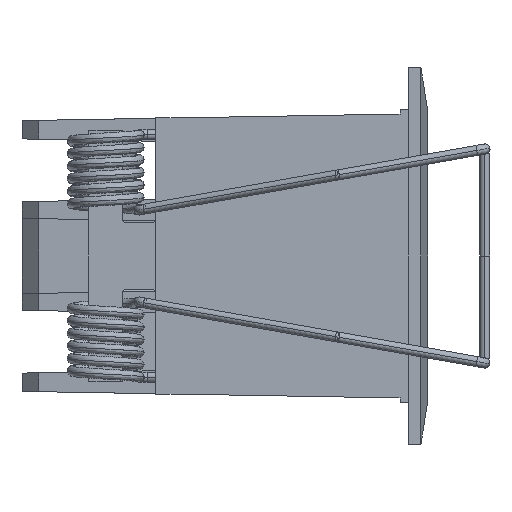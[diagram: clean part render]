
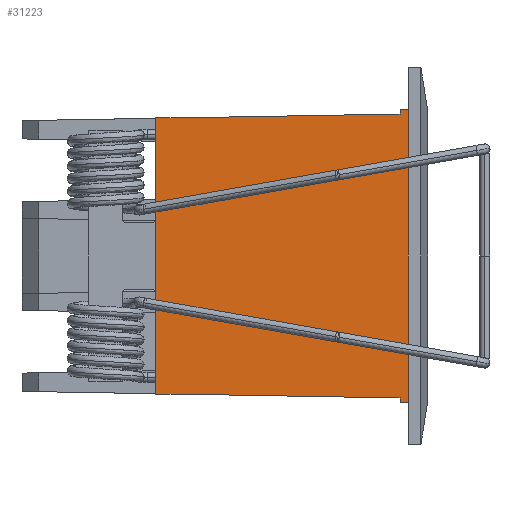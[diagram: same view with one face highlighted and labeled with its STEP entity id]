
A CAD part, left-side view. The second image highlights one B-rep face of the part: STEP entity #31223.
In plain terms, the highlighted planar face has unit normal (-1, 0, 0).
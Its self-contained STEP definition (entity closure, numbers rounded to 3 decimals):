
#26983=DIRECTION('',(0.,-1.,0.));
#26984=VECTOR('',#26983,1.);
#26985=CARTESIAN_POINT('',(-134.5,3.3,17.477));
#26986=LINE('',#26985,#26984);
#27457=DIRECTION('',(0.,0.,1.));
#27458=VECTOR('',#27457,34.955);
#27459=CARTESIAN_POINT('',(-134.5,2.3,-17.477));
#27460=LINE('',#27459,#27458);
#27464=DIRECTION('',(0.,-1.,0.));
#27465=VECTOR('',#27464,1.);
#27466=CARTESIAN_POINT('',(-134.5,3.3,-17.477));
#27467=LINE('',#27466,#27465);
#27471=DIRECTION('',(0.,0.,-1.));
#27472=VECTOR('',#27471,0.5);
#27473=CARTESIAN_POINT('',(-134.5,3.3,-16.977));
#27474=LINE('',#27473,#27472);
#27478=DIRECTION('',(0.,-1.,-0.017));
#27479=VECTOR('',#27478,25.204);
#27480=CARTESIAN_POINT('',(-134.5,28.5,-16.537));
#27481=LINE('',#27480,#27479);
#27485=DIRECTION('',(0.,-1.,0.));
#27486=VECTOR('',#27485,4.);
#27487=CARTESIAN_POINT('',(-134.5,32.5,-16.537));
#27488=LINE('',#27487,#27486);
#27492=DIRECTION('',(0.,1.,-0.017));
#27493=VECTOR('',#27492,25.204);
#27494=CARTESIAN_POINT('',(-134.5,3.3,16.977));
#27495=LINE('',#27494,#27493);
#27499=DIRECTION('',(0.,0.,-1.));
#27500=VECTOR('',#27499,0.5);
#27501=CARTESIAN_POINT('',(-134.5,3.3,17.477));
#27502=LINE('',#27501,#27500);
#28073=DIRECTION('',(0.,0.,1.));
#28074=VECTOR('',#28073,33.075);
#28075=CARTESIAN_POINT('',(-134.5,32.5,-16.537));
#28076=LINE('',#28075,#28074);
#29710=DIRECTION('',(0.,-1.,0.));
#29711=VECTOR('',#29710,4.);
#29712=CARTESIAN_POINT('',(-134.5,32.5,16.537));
#29713=LINE('',#29712,#29711);
#30376=CARTESIAN_POINT('',(-134.5,28.5,-16.537));
#30377=CARTESIAN_POINT('',(-134.5,3.3,-16.977));
#30378=VERTEX_POINT('',#30376);
#30379=VERTEX_POINT('',#30377);
#30390=CARTESIAN_POINT('',(-134.5,3.3,-17.477));
#30391=VERTEX_POINT('',#30390);
#30392=CARTESIAN_POINT('',(-134.5,3.3,17.477));
#30393=CARTESIAN_POINT('',(-134.5,3.3,16.977));
#30394=VERTEX_POINT('',#30392);
#30395=VERTEX_POINT('',#30393);
#30400=CARTESIAN_POINT('',(-134.5,2.3,17.477));
#30401=VERTEX_POINT('',#30400);
#30402=CARTESIAN_POINT('',(-134.5,28.5,16.537));
#30403=VERTEX_POINT('',#30402);
#30404=CARTESIAN_POINT('',(-134.5,32.5,16.537));
#30405=VERTEX_POINT('',#30404);
#30406=CARTESIAN_POINT('',(-134.5,32.5,-16.537));
#30407=VERTEX_POINT('',#30406);
#30408=CARTESIAN_POINT('',(-134.5,2.3,-17.477));
#30409=VERTEX_POINT('',#30408);
#31200=CARTESIAN_POINT('',(-134.5,2.,-17.));
#31201=DIRECTION('',(-1.,0.,0.));
#31202=DIRECTION('',(0.,0.,-1.));
#31203=AXIS2_PLACEMENT_3D('',#31200,#31201,#31202);
#31204=PLANE('',#31203);
#31205=ORIENTED_EDGE('',*,*,#30825,.T.);
#31206=ORIENTED_EDGE('',*,*,#30812,.F.);
#31208=ORIENTED_EDGE('',*,*,#31207,.F.);
#31210=ORIENTED_EDGE('',*,*,#31209,.F.);
#31212=ORIENTED_EDGE('',*,*,#31211,.F.);
#31214=ORIENTED_EDGE('',*,*,#31213,.F.);
#31216=ORIENTED_EDGE('',*,*,#31215,.T.);
#31218=ORIENTED_EDGE('',*,*,#31217,.T.);
#31219=ORIENTED_EDGE('',*,*,#31165,.F.);
#31220=ORIENTED_EDGE('',*,*,#31192,.F.);
#31221=EDGE_LOOP('',(#31205,#31206,#31208,#31210,#31212,#31214,#31216,#31218,
#31219,#31220));
#31222=FACE_OUTER_BOUND('',#31221,.F.);
#31223=ADVANCED_FACE('',(#31222),#31204,.T.);
#30812=EDGE_CURVE('',#30409,#30401,#27460,.T.);
#30825=EDGE_CURVE('',#30394,#30401,#26986,.T.);
#31165=EDGE_CURVE('',#30395,#30403,#27495,.T.);
#31192=EDGE_CURVE('',#30394,#30395,#27502,.T.);
#31207=EDGE_CURVE('',#30391,#30409,#27467,.T.);
#31209=EDGE_CURVE('',#30379,#30391,#27474,.T.);
#31211=EDGE_CURVE('',#30378,#30379,#27481,.T.);
#31213=EDGE_CURVE('',#30407,#30378,#27488,.T.);
#31215=EDGE_CURVE('',#30407,#30405,#28076,.T.);
#31217=EDGE_CURVE('',#30405,#30403,#29713,.T.);
